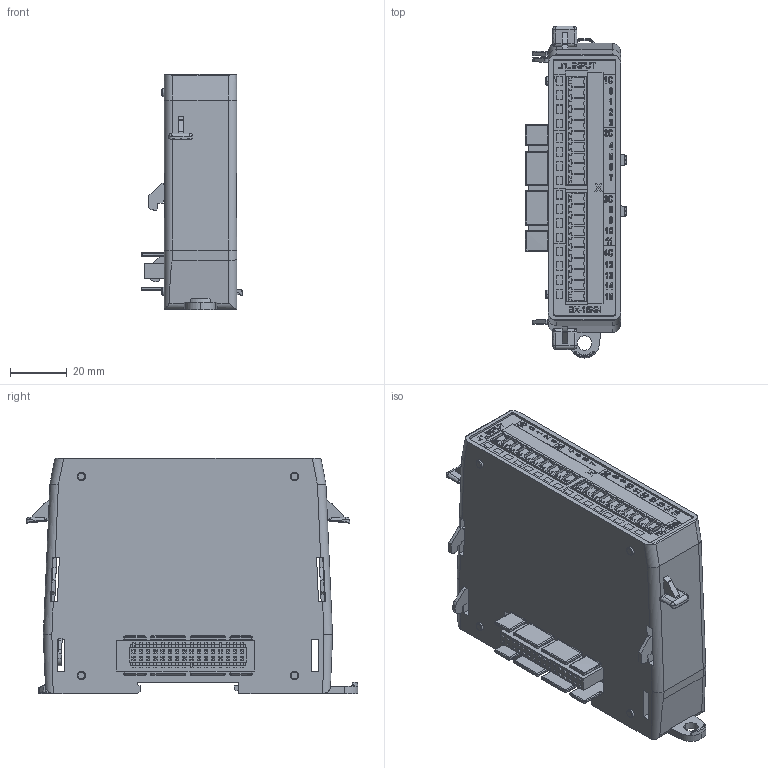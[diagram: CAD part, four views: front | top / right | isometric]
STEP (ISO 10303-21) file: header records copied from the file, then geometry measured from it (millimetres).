
FILE_DESCRIPTION (( 'STEP AP214' ), '1' );
FILE_NAME ('BX-16NN.STEP', '2025-04-23T21:54:48', ( '' ), ( '' ), 'SwSTEP 2.0', 'SolidWorks 2024', '' );
FILE_SCHEMA (( 'AUTOMOTIVE_DESIGN' ));
Length unit declared in the file: inch
Products named in the file (1): BX-16NN
Bounding box: 35.62 x 116.5 x 82.55 mm (x, y, z)
Volume: 190088.8 mm3; surface area: 47022.4 mm2
Topology: 84 solids, 93 shells, 5098 faces, 13532 edges, 8697 vertices
Faces by surface type: plane 3323, bspline 978, cylinder 659, torus 75, cone 35, sphere 28
Entity records: 176944 total; most frequent: CARTESIAN_POINT 56706, ORIENTED_EDGE 27000, DIRECTION 20157, EDGE_CURVE 13500, VECTOR 10069, LINE 10069, VERTEX_POINT 8693, EDGE_LOOP 5603
